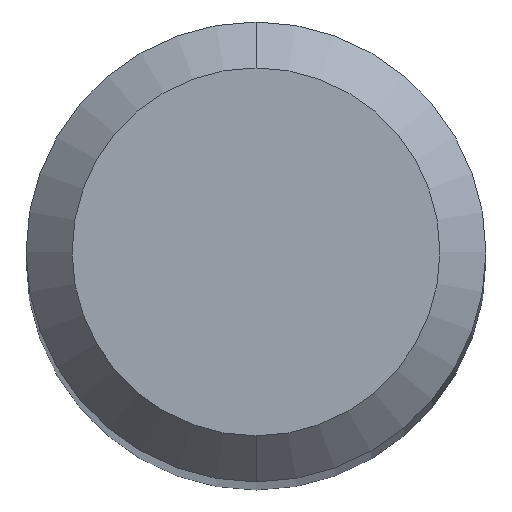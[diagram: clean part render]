
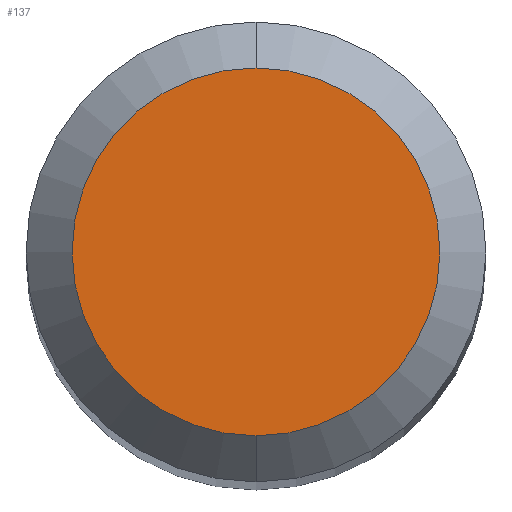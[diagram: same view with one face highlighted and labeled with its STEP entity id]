
A CAD part, top view. The second image highlights one B-rep face of the part: STEP entity #137.
In plain terms, the highlighted planar face has unit normal (0, 0, 1).
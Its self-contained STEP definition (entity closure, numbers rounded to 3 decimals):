
#115=EDGE_CURVE('',#183,#173,#254,.T.);
#137=ADVANCED_FACE('',(#280),#281,.T.);
#173=VERTEX_POINT('',#320);
#183=VERTEX_POINT('',#330);
#201=EDGE_CURVE('',#173,#183,#350,.T.);
#254=CIRCLE('',#399,1.2);
#280=FACE_OUTER_BOUND('',#430,.T.);
#281=PLANE('',#431);
#320=CARTESIAN_POINT('',(0.,-1.2,0.0));
#330=CARTESIAN_POINT('',(0.0,1.2,0.0));
#350=CIRCLE('',#528,1.2);
#399=AXIS2_PLACEMENT_3D('',#571,#572,#573);
#430=EDGE_LOOP('',(#620,#621));
#431=AXIS2_PLACEMENT_3D('',#622,#623,#624);
#528=AXIS2_PLACEMENT_3D('',#692,#693,#694);
#571=CARTESIAN_POINT('',(0.0,0.0,0.0));
#572=DIRECTION('',(0.0,0.0,-1.0));
#573=DIRECTION('',(0.0,1.0,0.0));
#620=ORIENTED_EDGE('',*,*,#115,.F.);
#621=ORIENTED_EDGE('',*,*,#201,.F.);
#622=CARTESIAN_POINT('',(0.0,0.6,0.0));
#623=DIRECTION('',(-0.0,0.0,1.0));
#624=DIRECTION('',(0.0,-1.0,0.0));
#692=CARTESIAN_POINT('',(0.0,0.0,0.0));
#693=DIRECTION('',(0.0,0.0,-1.0));
#694=DIRECTION('',(0.0,1.0,0.0));
